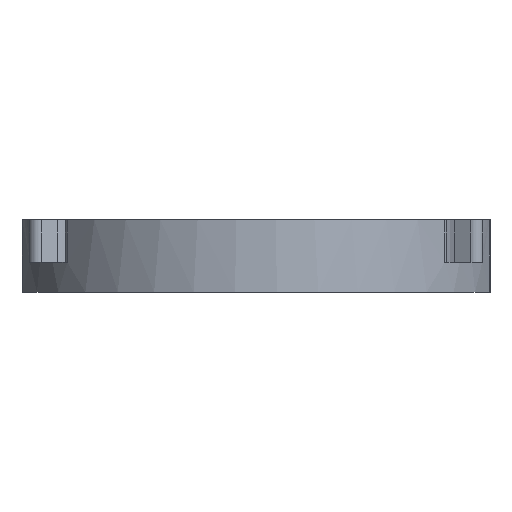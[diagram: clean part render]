
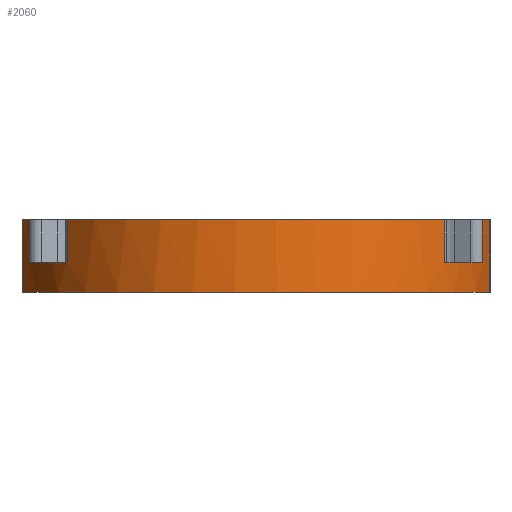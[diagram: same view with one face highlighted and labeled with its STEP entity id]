
A CAD part, front view. The second image highlights one B-rep face of the part: STEP entity #2060.
In plain terms, the highlighted cylindrical face has radius 28.5 mm (diameter 57 mm), a partial arc.
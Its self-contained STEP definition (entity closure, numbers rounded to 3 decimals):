
#76 = LINE ( 'NONE', #823, #1154 ) ;
#139 = DIRECTION ( 'NONE',  ( -1., 0., 0. ) ) ;
#146 = CARTESIAN_POINT ( 'NONE',  ( -26.587, -10.264, 8.5 ) ) ;
#158 = LINE ( 'NONE', #146, #2387 ) ;
#184 = DIRECTION ( 'NONE',  ( 0., 0., -1. ) ) ;
#240 = CARTESIAN_POINT ( 'NONE',  ( 26.587, -10.264, 8.5 ) ) ;
#291 = VECTOR ( 'NONE', #2059, 1000. ) ;
#302 = DIRECTION ( 'NONE',  ( 1., 0., 0. ) ) ;
#356 = EDGE_CURVE ( 'NONE', #1344, #1178, #1075, .T. ) ;
#372 = EDGE_CURVE ( 'NONE', #1795, #980, #998, .T. ) ;
#384 = EDGE_CURVE ( 'NONE', #1334, #607, #518, .T. ) ;
#424 = VERTEX_POINT ( 'NONE', #989 ) ;
#468 = DIRECTION ( 'NONE',  ( 0., 0., -1. ) ) ;
#469 = ORIENTED_EDGE ( 'NONE', *, *, #1633, .T. ) ;
#477 = EDGE_CURVE ( 'NONE', #689, #927, #2384, .T. ) ;
#518 = CIRCLE ( 'NONE', #1358, 28.5 ) ;
#520 = LINE ( 'NONE', #2008, #2156 ) ;
#535 = ORIENTED_EDGE ( 'NONE', *, *, #1956, .T. ) ;
#551 = CARTESIAN_POINT ( 'NONE',  ( 0., 0., 8.5 ) ) ;
#553 = AXIS2_PLACEMENT_3D ( 'NONE', #551, #1284, #1318 ) ;
#607 = VERTEX_POINT ( 'NONE', #1787 ) ;
#689 = VERTEX_POINT ( 'NONE', #1651 ) ;
#697 = CARTESIAN_POINT ( 'NONE',  ( 22.183, -17.893, 8.5 ) ) ;
#823 = CARTESIAN_POINT ( 'NONE',  ( 27.464, -7.616, 8.5 ) ) ;
#848 = CARTESIAN_POINT ( 'NONE',  ( 27.464, -7.616, 0. ) ) ;
#869 = ORIENTED_EDGE ( 'NONE', *, *, #1773, .T. ) ;
#916 = VERTEX_POINT ( 'NONE', #848 ) ;
#922 = CIRCLE ( 'NONE', #1960, 28.5 ) ;
#927 = VERTEX_POINT ( 'NONE', #1195 ) ;
#938 = DIRECTION ( 'NONE',  ( 0., 0., 1. ) ) ;
#980 = VERTEX_POINT ( 'NONE', #999 ) ;
#985 = ORIENTED_EDGE ( 'NONE', *, *, #2404, .T. ) ;
#989 = CARTESIAN_POINT ( 'NONE',  ( 27.464, -7.616, 8.5 ) ) ;
#998 = CIRCLE ( 'NONE', #1555, 28.5 ) ;
#999 = CARTESIAN_POINT ( 'NONE',  ( 22.183, -17.893, 3.5 ) ) ;
#1039 = EDGE_CURVE ( 'NONE', #980, #1178, #2375, .T. ) ;
#1047 = CARTESIAN_POINT ( 'NONE',  ( 0., 0., 8.5 ) ) ;
#1054 = CYLINDRICAL_SURFACE ( 'NONE', #1914, 28.5 ) ;
#1060 = DIRECTION ( 'NONE',  ( 0., 0., 1. ) ) ;
#1062 = ORIENTED_EDGE ( 'NONE', *, *, #1649, .F. ) ;
#1075 = CIRCLE ( 'NONE', #553, 28.5 ) ;
#1079 = CARTESIAN_POINT ( 'NONE',  ( -27.464, -7.616, 8.5 ) ) ;
#1108 = ORIENTED_EDGE ( 'NONE', *, *, #1039, .T. ) ;
#1122 = LINE ( 'NONE', #1895, #1515 ) ;
#1151 = DIRECTION ( 'NONE',  ( 0., 0., -1. ) ) ;
#1154 = VECTOR ( 'NONE', #2300, 1000. ) ;
#1178 = VERTEX_POINT ( 'NONE', #1301 ) ;
#1195 = CARTESIAN_POINT ( 'NONE',  ( -26.587, -10.264, 3.5 ) ) ;
#1217 = ORIENTED_EDGE ( 'NONE', *, *, #372, .T. ) ;
#1266 = CARTESIAN_POINT ( 'NONE',  ( 0., 0., 8.5 ) ) ;
#1274 = EDGE_CURVE ( 'NONE', #1433, #1795, #1122, .T. ) ;
#1284 = DIRECTION ( 'NONE',  ( 0., 0., 1. ) ) ;
#1290 = ORIENTED_EDGE ( 'NONE', *, *, #2421, .T. ) ;
#1301 = CARTESIAN_POINT ( 'NONE',  ( 22.183, -17.893, 8.5 ) ) ;
#1318 = DIRECTION ( 'NONE',  ( 1., 0., 0. ) ) ;
#1327 = VECTOR ( 'NONE', #468, 1000. ) ;
#1334 = VERTEX_POINT ( 'NONE', #1794 ) ;
#1344 = VERTEX_POINT ( 'NONE', #1446 ) ;
#1358 = AXIS2_PLACEMENT_3D ( 'NONE', #1266, #1875, #1642 ) ;
#1385 = VERTEX_POINT ( 'NONE', #1809 ) ;
#1433 = VERTEX_POINT ( 'NONE', #240 ) ;
#1437 = AXIS2_PLACEMENT_3D ( 'NONE', #1566, #1151, #1510 ) ;
#1446 = CARTESIAN_POINT ( 'NONE',  ( -22.183, -17.893, 8.5 ) ) ;
#1510 = DIRECTION ( 'NONE',  ( 0., -1., 0. ) ) ;
#1515 = VECTOR ( 'NONE', #184, 1000. ) ;
#1555 = AXIS2_PLACEMENT_3D ( 'NONE', #2064, #1664, #2212 ) ;
#1566 = CARTESIAN_POINT ( 'NONE',  ( 0., 0., 3.5 ) ) ;
#1617 = EDGE_LOOP ( 'NONE', ( #2260, #469, #869, #535, #1062, #1756, #1217, #1108, #2062, #1290, #1878, #985 ) ) ;
#1620 = CARTESIAN_POINT ( 'NONE',  ( 0., 0., 8.5 ) ) ;
#1633 = EDGE_CURVE ( 'NONE', #1334, #1385, #2176, .T. ) ;
#1642 = DIRECTION ( 'NONE',  ( 1., 0., 0. ) ) ;
#1649 = EDGE_CURVE ( 'NONE', #1433, #424, #922, .T. ) ;
#1651 = CARTESIAN_POINT ( 'NONE',  ( -22.183, -17.893, 3.5 ) ) ;
#1663 = CARTESIAN_POINT ( 'NONE',  ( 26.587, -10.264, 3.5 ) ) ;
#1664 = DIRECTION ( 'NONE',  ( 0., 0., -1. ) ) ;
#1756 = ORIENTED_EDGE ( 'NONE', *, *, #1274, .T. ) ;
#1773 = EDGE_CURVE ( 'NONE', #1385, #916, #2433, .T. ) ;
#1787 = CARTESIAN_POINT ( 'NONE',  ( -26.587, -10.264, 8.5 ) ) ;
#1794 = CARTESIAN_POINT ( 'NONE',  ( -27.464, -7.616, 8.5 ) ) ;
#1795 = VERTEX_POINT ( 'NONE', #1663 ) ;
#1809 = CARTESIAN_POINT ( 'NONE',  ( -27.464, -7.616, 0. ) ) ;
#1837 = DIRECTION ( 'NONE',  ( 0., 0., -1. ) ) ;
#1875 = DIRECTION ( 'NONE',  ( 0., 0., 1. ) ) ;
#1878 = ORIENTED_EDGE ( 'NONE', *, *, #477, .T. ) ;
#1895 = CARTESIAN_POINT ( 'NONE',  ( 26.587, -10.264, 8.5 ) ) ;
#1914 = AXIS2_PLACEMENT_3D ( 'NONE', #1620, #1837, #139 ) ;
#1956 = EDGE_CURVE ( 'NONE', #916, #424, #76, .T. ) ;
#1960 = AXIS2_PLACEMENT_3D ( 'NONE', #1047, #2201, #302 ) ;
#2008 = CARTESIAN_POINT ( 'NONE',  ( -22.183, -17.893, 8.5 ) ) ;
#2059 = DIRECTION ( 'NONE',  ( 0., 0., 1. ) ) ;
#2060 = ADVANCED_FACE ( 'NONE', ( #2335 ), #1054, .T. ) ;
#2062 = ORIENTED_EDGE ( 'NONE', *, *, #356, .F. ) ;
#2064 = CARTESIAN_POINT ( 'NONE',  ( 0., 0., 3.5 ) ) ;
#2156 = VECTOR ( 'NONE', #2423, 1000. ) ;
#2176 = LINE ( 'NONE', #1079, #1327 ) ;
#2201 = DIRECTION ( 'NONE',  ( 0., 0., 1. ) ) ;
#2212 = DIRECTION ( 'NONE',  ( 0., -1., 0. ) ) ;
#2254 = CARTESIAN_POINT ( 'NONE',  ( 0., 0., 0. ) ) ;
#2260 = ORIENTED_EDGE ( 'NONE', *, *, #384, .F. ) ;
#2269 = DIRECTION ( 'NONE',  ( 1., 0., 0. ) ) ;
#2300 = DIRECTION ( 'NONE',  ( 0., 0., 1. ) ) ;
#2310 = AXIS2_PLACEMENT_3D ( 'NONE', #2254, #938, #2269 ) ;
#2335 = FACE_OUTER_BOUND ( 'NONE', #1617, .T. ) ;
#2375 = LINE ( 'NONE', #697, #291 ) ;
#2384 = CIRCLE ( 'NONE', #1437, 28.5 ) ;
#2387 = VECTOR ( 'NONE', #1060, 1000. ) ;
#2404 = EDGE_CURVE ( 'NONE', #927, #607, #158, .T. ) ;
#2421 = EDGE_CURVE ( 'NONE', #1344, #689, #520, .T. ) ;
#2423 = DIRECTION ( 'NONE',  ( 0., 0., -1. ) ) ;
#2433 = CIRCLE ( 'NONE', #2310, 28.5 ) ;
